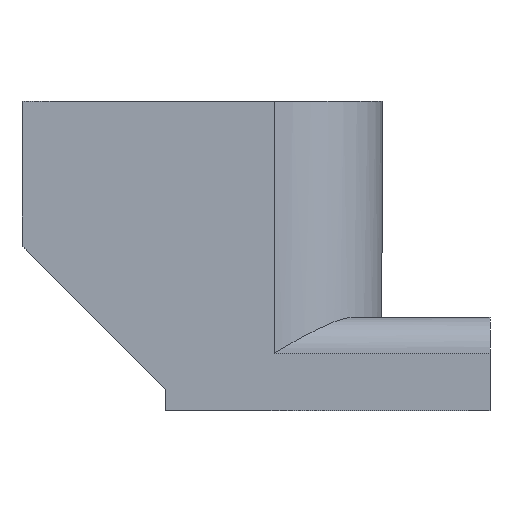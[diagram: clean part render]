
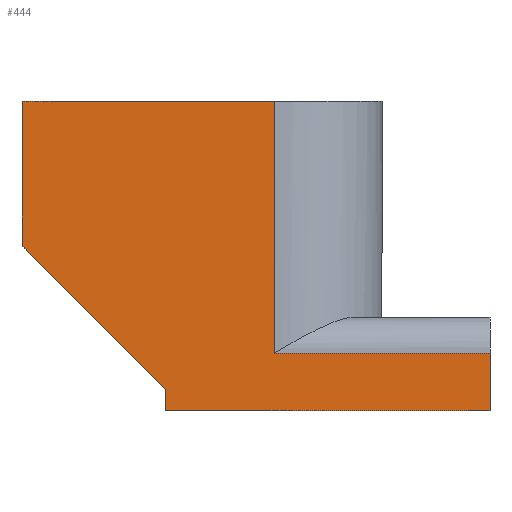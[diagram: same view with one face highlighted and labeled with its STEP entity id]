
A CAD part, front view. The second image highlights one B-rep face of the part: STEP entity #444.
In plain terms, the highlighted planar face has unit normal (0, -1, 0).
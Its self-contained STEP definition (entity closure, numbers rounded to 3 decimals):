
#15 = ORIENTED_EDGE ( 'NONE', *, *, #500, .T. ) ;
#25 = VECTOR ( 'NONE', #752, 1000. ) ;
#35 = CARTESIAN_POINT ( 'NONE',  ( 19., 143.5, -28. ) ) ;
#39 = EDGE_CURVE ( 'NONE', #482, #693, #937, .T. ) ;
#51 = CARTESIAN_POINT ( 'NONE',  ( 22., 143.5, -20. ) ) ;
#57 = CARTESIAN_POINT ( 'NONE',  ( 0., 143.5, -20. ) ) ;
#77 = VECTOR ( 'NONE', #382, 1000. ) ;
#84 = ORIENTED_EDGE ( 'NONE', *, *, #815, .F. ) ;
#93 = VECTOR ( 'NONE', #936, 1000. ) ;
#107 = CARTESIAN_POINT ( 'NONE',  ( 15., 143.5, -20. ) ) ;
#135 = EDGE_CURVE ( 'NONE', #975, #655, #543, .T. ) ;
#178 = VECTOR ( 'NONE', #813, 1000. ) ;
#181 = AXIS2_PLACEMENT_3D ( 'NONE', #795, #1035, #884 ) ;
#256 = EDGE_CURVE ( 'NONE', #1044, #771, #988, .T. ) ;
#283 = VERTEX_POINT ( 'NONE', #667 ) ;
#295 = CARTESIAN_POINT ( 'NONE',  ( 19., 143.5, -28.6 ) ) ;
#297 = FACE_OUTER_BOUND ( 'NONE', #764, .T. ) ;
#298 = DIRECTION ( 'NONE',  ( 0., 0., 1. ) ) ;
#313 = CARTESIAN_POINT ( 'NONE',  ( 19., 143.5, -28.6 ) ) ;
#321 = ORIENTED_EDGE ( 'NONE', *, *, #39, .F. ) ;
#338 = CARTESIAN_POINT ( 'NONE',  ( 22., 143.5, -27. ) ) ;
#350 = VECTOR ( 'NONE', #434, 1000. ) ;
#382 = DIRECTION ( 'NONE',  ( 1., 0., 0. ) ) ;
#384 = DIRECTION ( 'NONE',  ( 1., 0., 0. ) ) ;
#393 = CARTESIAN_POINT ( 'NONE',  ( 28., 143.5, -27. ) ) ;
#396 = CARTESIAN_POINT ( 'NONE',  ( 28., 143.5, -28.6 ) ) ;
#421 = EDGE_CURVE ( 'NONE', #923, #482, #463, .T. ) ;
#434 = DIRECTION ( 'NONE',  ( 0., 0., -1. ) ) ;
#444 = ADVANCED_FACE ( 'NONE', ( #297 ), #555, .T. ) ;
#463 = LINE ( 'NONE', #57, #77 ) ;
#469 = EDGE_CURVE ( 'NONE', #693, #1044, #472, .T. ) ;
#472 = LINE ( 'NONE', #855, #93 ) ;
#482 = VERTEX_POINT ( 'NONE', #51 ) ;
#500 = EDGE_CURVE ( 'NONE', #283, #771, #943, .T. ) ;
#513 = ORIENTED_EDGE ( 'NONE', *, *, #135, .F. ) ;
#530 = CARTESIAN_POINT ( 'NONE',  ( 22., 143.5, 0. ) ) ;
#540 = VECTOR ( 'NONE', #384, 1000. ) ;
#543 = LINE ( 'NONE', #881, #576 ) ;
#555 = PLANE ( 'NONE',  #181 ) ;
#561 = VECTOR ( 'NONE', #298, 1000. ) ;
#576 = VECTOR ( 'NONE', #799, 1000. ) ;
#636 = EDGE_CURVE ( 'NONE', #283, #975, #726, .T. ) ;
#655 = VERTEX_POINT ( 'NONE', #1052 ) ;
#667 = CARTESIAN_POINT ( 'NONE',  ( 19., 143.5, -28.6 ) ) ;
#678 = ORIENTED_EDGE ( 'NONE', *, *, #469, .F. ) ;
#693 = VERTEX_POINT ( 'NONE', #338 ) ;
#710 = LINE ( 'NONE', #733, #561 ) ;
#726 = LINE ( 'NONE', #313, #178 ) ;
#733 = CARTESIAN_POINT ( 'NONE',  ( 15., 143.5, 0. ) ) ;
#752 = DIRECTION ( 'NONE',  ( 0., 0., -1. ) ) ;
#764 = EDGE_LOOP ( 'NONE', ( #321, #779, #84, #513, #820, #15, #918, #678 ) ) ;
#771 = VERTEX_POINT ( 'NONE', #396 ) ;
#779 = ORIENTED_EDGE ( 'NONE', *, *, #421, .F. ) ;
#795 = CARTESIAN_POINT ( 'NONE',  ( 0., 143.5, 0. ) ) ;
#799 = DIRECTION ( 'NONE',  ( -0.707, 0., 0.707 ) ) ;
#813 = DIRECTION ( 'NONE',  ( 0., 0., 1. ) ) ;
#815 = EDGE_CURVE ( 'NONE', #655, #923, #710, .T. ) ;
#820 = ORIENTED_EDGE ( 'NONE', *, *, #636, .F. ) ;
#839 = CARTESIAN_POINT ( 'NONE',  ( 28., 143.5, 0. ) ) ;
#855 = CARTESIAN_POINT ( 'NONE',  ( 28., 143.5, -27. ) ) ;
#881 = CARTESIAN_POINT ( 'NONE',  ( -4.5, 143.5, -4.5 ) ) ;
#884 = DIRECTION ( 'NONE',  ( 0., 0., 1. ) ) ;
#918 = ORIENTED_EDGE ( 'NONE', *, *, #256, .F. ) ;
#923 = VERTEX_POINT ( 'NONE', #107 ) ;
#936 = DIRECTION ( 'NONE',  ( 1., 0., 0. ) ) ;
#937 = LINE ( 'NONE', #530, #350 ) ;
#943 = LINE ( 'NONE', #295, #540 ) ;
#975 = VERTEX_POINT ( 'NONE', #35 ) ;
#988 = LINE ( 'NONE', #839, #25 ) ;
#1035 = DIRECTION ( 'NONE',  ( 0., -1., 0. ) ) ;
#1044 = VERTEX_POINT ( 'NONE', #393 ) ;
#1052 = CARTESIAN_POINT ( 'NONE',  ( 15., 143.5, -24. ) ) ;
